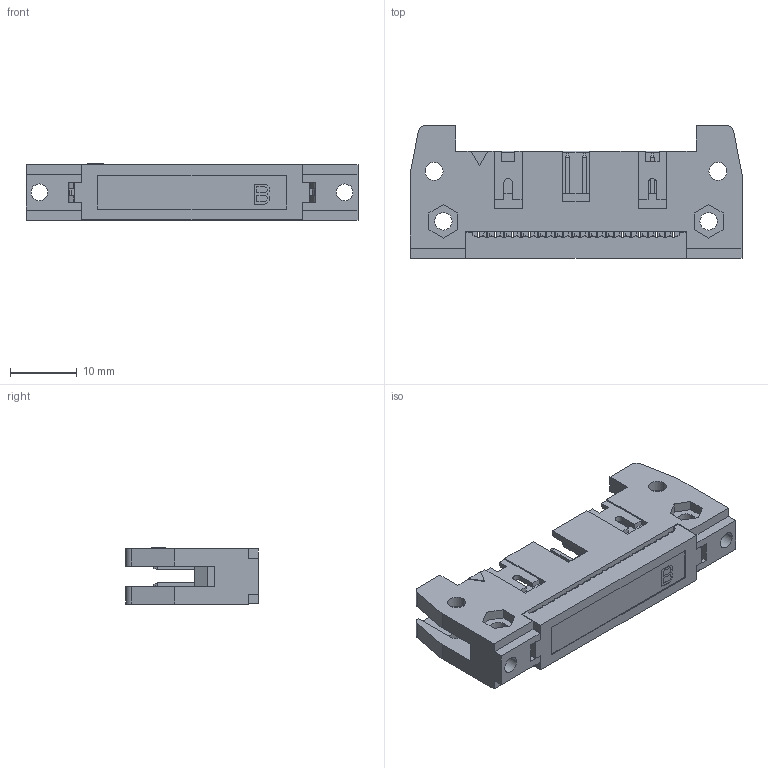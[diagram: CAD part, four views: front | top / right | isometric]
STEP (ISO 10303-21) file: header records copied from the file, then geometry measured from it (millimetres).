
FILE_DESCRIPTION( ('This file contains a STEP AP42 implementation' ,'as created by ZW3D STEP Interface translator.') ,'2;1' );
FILE_NAME( '3820-XXXXNXN01.stp' ,'231130.133630', (''), ('ZWCAD Software Co.'), 'Version 1.0', 'ZW3D to STEP translator', '' );
FILE_SCHEMA(('AUTOMOTIVE_DESIGN { 1 0 10303 214 1 1 1 1 }'));
Length unit declared in the file: millimetre
Products named in the file (2): 0; 3820-24XXNGN01
Bounding box: 49.68 x 19.8 x 8.4 mm (x, y, z)
Volume: 4040.9 mm3; surface area: 6479.7 mm2
Topology: 1 solids, 1 shells, 1825 faces, 5196 edges, 3284 vertices
Faces by surface type: plane 1123, cylinder 510, bspline 192
Entity records: 62459 total; most frequent: CARTESIAN_POINT 13378, ORIENTED_EDGE 10246, DIRECTION 9536, EDGE_CURVE 5100, VECTOR 3740, LINE 3740, VERTEX_POINT 3284, AXIS2_PLACEMENT_3D 2898
